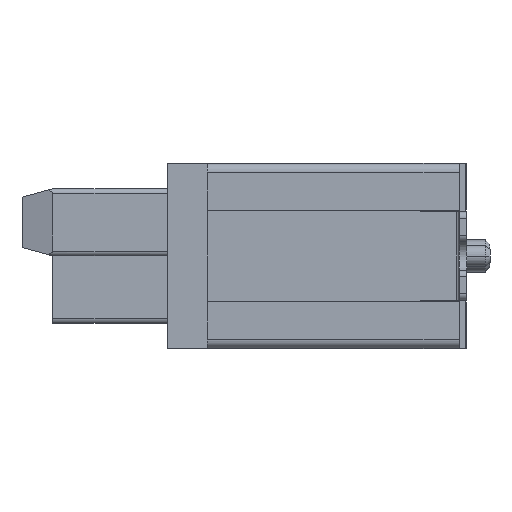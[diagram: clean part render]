
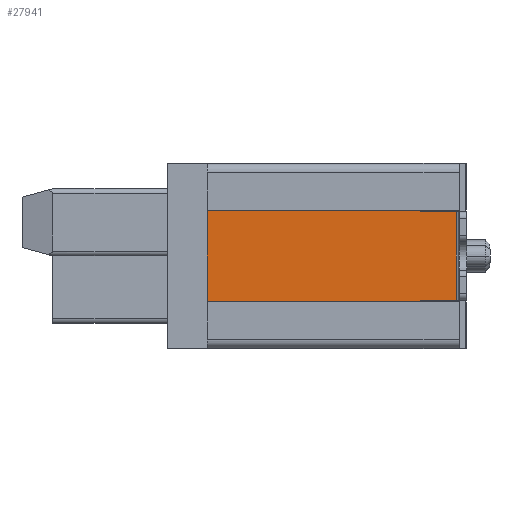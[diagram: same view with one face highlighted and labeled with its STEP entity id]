
A CAD part, left-side view. The second image highlights one B-rep face of the part: STEP entity #27941.
In plain terms, the highlighted planar face has unit normal (-1, 0, 0).
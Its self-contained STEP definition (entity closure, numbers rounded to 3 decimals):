
#731=DIRECTION('',(0.,-1.,0.));
#732=VECTOR('',#731,6.75);
#733=CARTESIAN_POINT('',(-11.15,8.2,-2.3));
#734=LINE('',#733,#732);
#819=DIRECTION('',(0.,0.,1.));
#820=VECTOR('',#819,0.875);
#821=CARTESIAN_POINT('',(-11.15,1.45,1.425));
#822=LINE('',#821,#820);
#823=DIRECTION('',(0.,1.,0.));
#824=VECTOR('',#823,1.15);
#825=CARTESIAN_POINT('',(-11.15,0.3,1.425));
#826=LINE('',#825,#824);
#827=DIRECTION('',(0.,-1.,0.));
#828=VECTOR('',#827,1.15);
#829=CARTESIAN_POINT('',(-11.15,1.45,-1.425));
#830=LINE('',#829,#828);
#831=DIRECTION('',(0.,0.,1.));
#832=VECTOR('',#831,0.875);
#833=CARTESIAN_POINT('',(-11.15,1.45,-2.3));
#834=LINE('',#833,#832);
#835=DIRECTION('',(0.,-1.,0.));
#836=VECTOR('',#835,0.15);
#837=CARTESIAN_POINT('',(-11.15,8.35,-2.3));
#838=LINE('',#837,#836);
#839=DIRECTION('',(0.,0.,-1.));
#840=VECTOR('',#839,4.6);
#841=CARTESIAN_POINT('',(-11.15,8.35,2.3));
#842=LINE('',#841,#840);
#843=DIRECTION('',(0.,1.,0.));
#844=VECTOR('',#843,0.15);
#845=CARTESIAN_POINT('',(-11.15,8.2,2.3));
#846=LINE('',#845,#844);
#851=DIRECTION('',(0.,1.,0.));
#852=VECTOR('',#851,6.75);
#853=CARTESIAN_POINT('',(-11.15,1.45,2.3));
#854=LINE('',#853,#852);
#871=DIRECTION('',(0.,0.,-1.));
#872=VECTOR('',#871,2.85);
#873=CARTESIAN_POINT('',(-11.15,0.3,1.425));
#874=LINE('',#873,#872);
#21005=CARTESIAN_POINT('',(-11.15,8.35,2.3));
#21007=VERTEX_POINT('',#21005);
#21019=CARTESIAN_POINT('',(-11.15,0.3,1.425));
#21020=CARTESIAN_POINT('',(-11.15,1.45,1.425));
#21021=VERTEX_POINT('',#21019);
#21022=VERTEX_POINT('',#21020);
#21055=CARTESIAN_POINT('',(-11.15,0.3,-1.425));
#21056=VERTEX_POINT('',#21055);
#21057=CARTESIAN_POINT('',(-11.15,1.45,-1.425));
#21058=VERTEX_POINT('',#21057);
#21059=CARTESIAN_POINT('',(-11.15,8.35,-2.3));
#21060=VERTEX_POINT('',#21059);
#25702=CARTESIAN_POINT('',(-11.15,8.2,2.3));
#25703=VERTEX_POINT('',#25702);
#25704=CARTESIAN_POINT('',(-11.15,1.45,2.3));
#25705=VERTEX_POINT('',#25704);
#25706=CARTESIAN_POINT('',(-11.15,8.2,-2.3));
#25707=VERTEX_POINT('',#25706);
#25708=CARTESIAN_POINT('',(-11.15,1.45,-2.3));
#25709=VERTEX_POINT('',#25708);
#27921=CARTESIAN_POINT('',(-11.15,4.325,0.));
#27922=DIRECTION('',(1.,0.,0.));
#27923=DIRECTION('',(0.,1.,0.));
#27924=AXIS2_PLACEMENT_3D('',#27921,#27922,#27923);
#27925=PLANE('',#27924);
#27927=ORIENTED_EDGE('',*,*,#27926,.F.);
#27928=ORIENTED_EDGE('',*,*,#27667,.F.);
#27929=ORIENTED_EDGE('',*,*,#27690,.F.);
#27931=ORIENTED_EDGE('',*,*,#27930,.T.);
#27932=ORIENTED_EDGE('',*,*,#27718,.F.);
#27933=ORIENTED_EDGE('',*,*,#27740,.F.);
#27934=ORIENTED_EDGE('',*,*,#27759,.F.);
#27935=ORIENTED_EDGE('',*,*,#27859,.F.);
#27937=ORIENTED_EDGE('',*,*,#27936,.F.);
#27938=ORIENTED_EDGE('',*,*,#27913,.F.);
#27939=EDGE_LOOP('',(#27927,#27928,#27929,#27931,#27932,#27933,#27934,#27935,
#27937,#27938));
#27940=FACE_OUTER_BOUND('',#27939,.F.);
#27941=ADVANCED_FACE('',(#27940),#27925,.F.);
#27667=EDGE_CURVE('',#21022,#25705,#822,.T.);
#27690=EDGE_CURVE('',#21021,#21022,#826,.T.);
#27718=EDGE_CURVE('',#21058,#21056,#830,.T.);
#27740=EDGE_CURVE('',#25709,#21058,#834,.T.);
#27759=EDGE_CURVE('',#25707,#25709,#734,.T.);
#27859=EDGE_CURVE('',#21060,#25707,#838,.T.);
#27913=EDGE_CURVE('',#25703,#21007,#846,.T.);
#27926=EDGE_CURVE('',#25705,#25703,#854,.T.);
#27930=EDGE_CURVE('',#21021,#21056,#874,.T.);
#27936=EDGE_CURVE('',#21007,#21060,#842,.T.);
